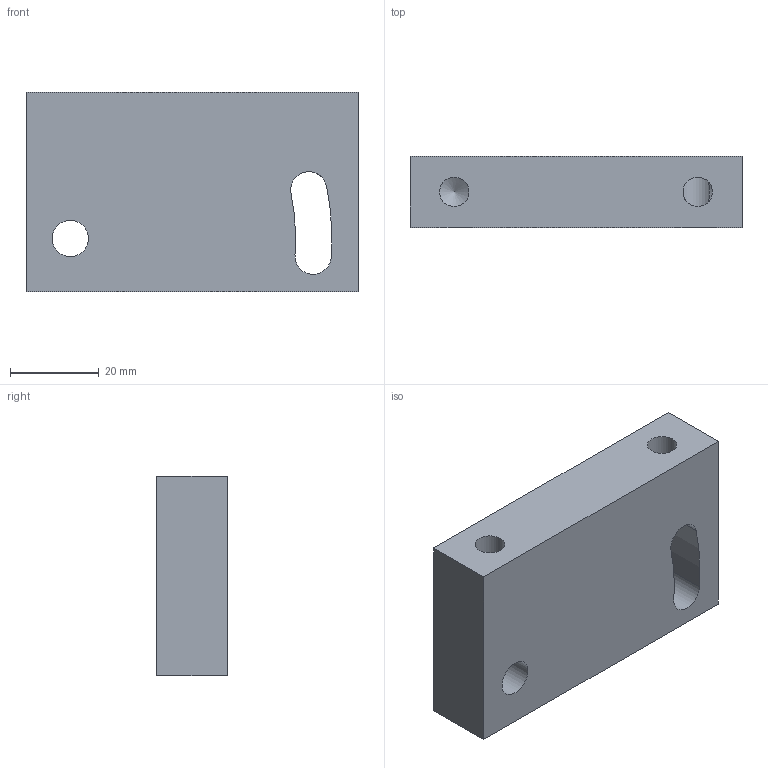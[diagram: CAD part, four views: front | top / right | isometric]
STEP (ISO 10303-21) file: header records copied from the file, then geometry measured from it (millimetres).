
FILE_DESCRIPTION(/* description */ (''),/* implementation_level */ '2;1');
FILE_NAME(/* name */ 'support_moteur1.stp',/* time_stamp */ '2021-03-29T18:10:28+02:00',/* author */ ('Utilisateur'),/* organization */ (''),/* preprocessor_version */ 'ST-DEVELOPER v16.5',/* originating_system */ 'Autodesk Inventor 2017',/* authorisation */ '');
FILE_SCHEMA (('AUTOMOTIVE_DESIGN { 1 0 10303 214 3 1 1 }'));
Length unit declared in the file: millimetre
Products named in the file (1): support_moteur1
Bounding box: 75 x 16 x 45 mm (x, y, z)
Volume: 48974 mm3; surface area: 12183.4 mm2
Topology: 1 solids, 1 shells, 15 faces, 39 edges, 26 vertices
Faces by surface type: cylinder 7, plane 6, cone 2
Full cylindrical faces by diameter (mm): 6.647 x2, 8.2 x1
Entity records: 502 total; most frequent: CARTESIAN_POINT 115, DIRECTION 76, ORIENTED_EDGE 64, EDGE_CURVE 32, AXIS2_PLACEMENT_3D 30, EDGE_LOOP 25, VERTEX_POINT 23, LINE 16
